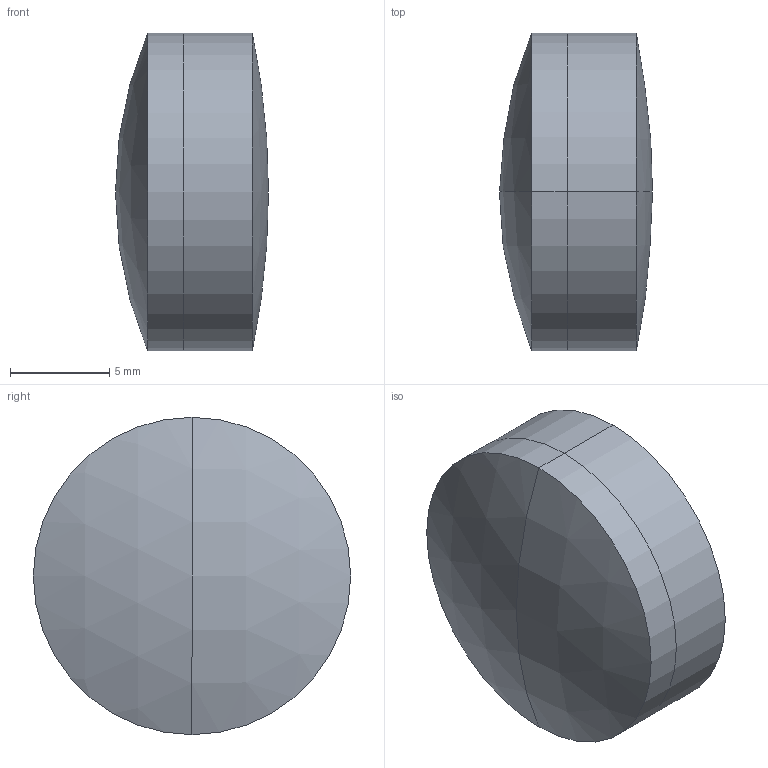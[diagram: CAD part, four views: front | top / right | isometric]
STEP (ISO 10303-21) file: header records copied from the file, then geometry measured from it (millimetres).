
FILE_DESCRIPTION (( 'STEP AP214' ), '1' );
FILE_NAME ('145031.STEP', '2019-05-11T03:21:31', ( 'user' ), ( '微软中国' ), 'SwSTEP 2.0', 'SolidWorks 2016', '' );
FILE_SCHEMA (( 'AUTOMOTIVE_DESIGN' ));
Length unit declared in the file: millimetre
Products named in the file (1): 145031
Bounding box: 7.71 x 16 x 16 mm (x, y, z)
Volume: 1308.9 mm3; surface area: 1116.9 mm2
Topology: 2 solids, 2 shells, 12 faces, 20 edges, 12 vertices
Faces by surface type: sphere 8, cylinder 4
Entity records: 331 total; most frequent: DIRECTION 62, CARTESIAN_POINT 45, ORIENTED_EDGE 40, AXIS2_PLACEMENT_3D 29, EDGE_CURVE 20, CIRCLE 16, FACE_OUTER_BOUND 12, EDGE_LOOP 12
